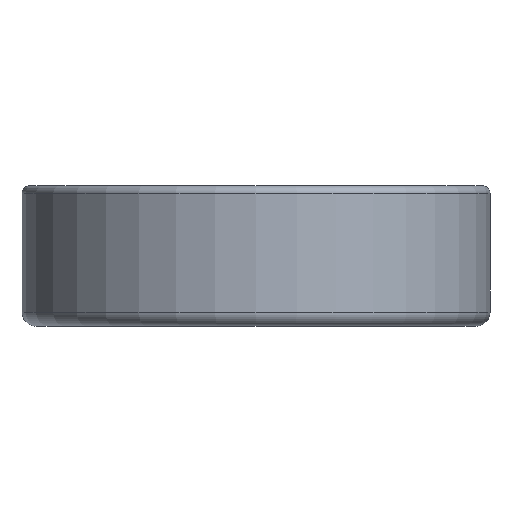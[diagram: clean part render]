
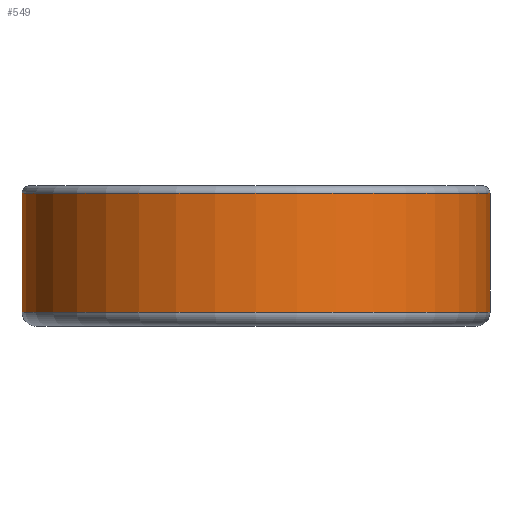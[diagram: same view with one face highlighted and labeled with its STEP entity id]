
A CAD part, left-side view. The second image highlights one B-rep face of the part: STEP entity #549.
In plain terms, the highlighted cylindrical face has radius 2.5 mm (diameter 5 mm), a partial arc.
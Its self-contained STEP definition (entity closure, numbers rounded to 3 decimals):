
#140=CARTESIAN_POINT('',(0.,0.,1.42));
#141=DIRECTION('',(0.,0.,-1.));
#142=DIRECTION('',(0.,-1.,0.));
#143=AXIS2_PLACEMENT_3D('',#140,#141,#142);
#145=CARTESIAN_POINT('',(0.,0.,0.15));
#146=DIRECTION('',(0.,0.,-1.));
#147=DIRECTION('',(0.,-1.,0.));
#148=AXIS2_PLACEMENT_3D('',#145,#146,#147);
#150=DIRECTION('',(0.,0.,-1.));
#151=VECTOR('',#150,1.27);
#152=CARTESIAN_POINT('',(0.,-2.5,1.42));
#153=LINE('',#152,#151);
#154=DIRECTION('',(0.,0.,-1.));
#155=VECTOR('',#154,1.27);
#156=CARTESIAN_POINT('',(0.,2.5,1.42));
#157=LINE('',#156,#155);
#301=CARTESIAN_POINT('',(0.,-2.5,1.42));
#302=CARTESIAN_POINT('',(0.,2.5,1.42));
#303=VERTEX_POINT('',#301);
#304=VERTEX_POINT('',#302);
#305=CARTESIAN_POINT('',(0.,-2.5,0.15));
#306=CARTESIAN_POINT('',(0.,2.5,0.15));
#307=VERTEX_POINT('',#305);
#308=VERTEX_POINT('',#306);
#535=CARTESIAN_POINT('',(0.,0.,-0.075));
#536=DIRECTION('',(0.,0.,1.));
#537=DIRECTION('',(0.,1.,0.));
#538=AXIS2_PLACEMENT_3D('',#535,#536,#537);
#539=CYLINDRICAL_SURFACE('',#538,2.5);
#541=ORIENTED_EDGE('',*,*,#540,.T.);
#543=ORIENTED_EDGE('',*,*,#542,.T.);
#545=ORIENTED_EDGE('',*,*,#544,.F.);
#546=ORIENTED_EDGE('',*,*,#528,.F.);
#547=EDGE_LOOP('',(#541,#543,#545,#546));
#548=FACE_OUTER_BOUND('',#547,.F.);
#549=ADVANCED_FACE('',(#548),#539,.T.);
#144=CIRCLE('',#143,2.5);
#149=CIRCLE('',#148,2.5);
#528=EDGE_CURVE('',#303,#304,#144,.T.);
#540=EDGE_CURVE('',#303,#307,#153,.T.);
#542=EDGE_CURVE('',#307,#308,#149,.T.);
#544=EDGE_CURVE('',#304,#308,#157,.T.);
